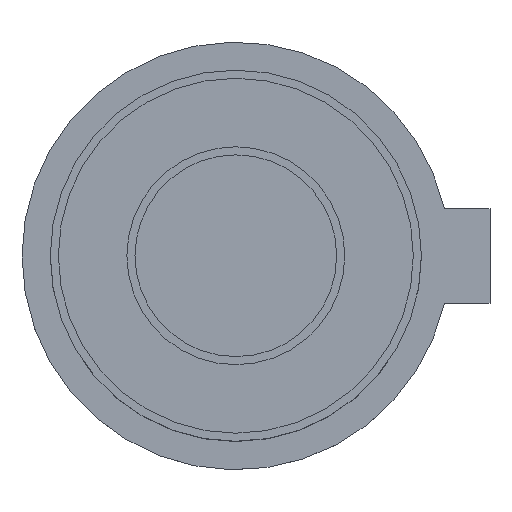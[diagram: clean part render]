
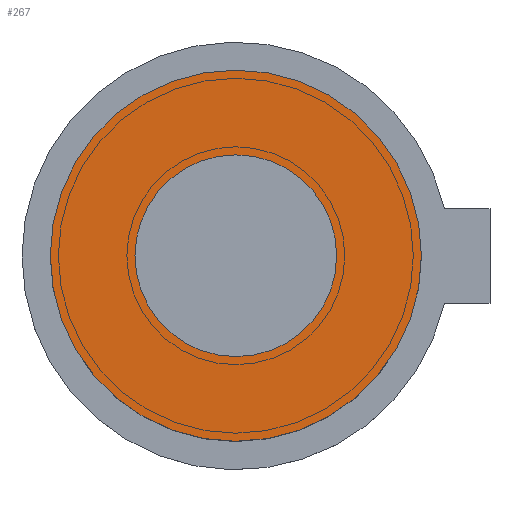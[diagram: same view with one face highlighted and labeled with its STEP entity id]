
A CAD part, top view. The second image highlights one B-rep face of the part: STEP entity #267.
In plain terms, the highlighted planar face has unit normal (0, 0, 1).
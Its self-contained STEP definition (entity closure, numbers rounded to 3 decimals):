
#55=PLANE('',#325);
#67=FACE_BOUND('',#121,.T.);
#88=FACE_OUTER_BOUND('',#120,.T.);
#120=EDGE_LOOP('',(#236));
#121=EDGE_LOOP('',(#237));
#136=CIRCLE('',#320,1.25);
#139=CIRCLE('',#326,2.3);
#159=VERTEX_POINT('',#473);
#161=VERTEX_POINT('',#481);
#184=EDGE_CURVE('',#159,#159,#136,.T.);
#187=EDGE_CURVE('',#161,#161,#139,.T.);
#236=ORIENTED_EDGE('',*,*,#187,.T.);
#237=ORIENTED_EDGE('',*,*,#184,.T.);
#267=ADVANCED_FACE('',(#88,#67),#55,.T.);
#320=AXIS2_PLACEMENT_3D('',#474,#398,#399);
#325=AXIS2_PLACEMENT_3D('',#480,#408,#409);
#326=AXIS2_PLACEMENT_3D('',#482,#410,#411);
#398=DIRECTION('center_axis',(0.,0.,-1.));
#399=DIRECTION('ref_axis',(-1.,0.,0.));
#408=DIRECTION('center_axis',(0.,0.,1.));
#409=DIRECTION('ref_axis',(1.,0.,0.));
#410=DIRECTION('center_axis',(0.,0.,1.));
#411=DIRECTION('ref_axis',(-1.,0.,0.));
#473=CARTESIAN_POINT('',(1.25,0.,2.16));
#474=CARTESIAN_POINT('Origin',(0.,0.,2.16));
#480=CARTESIAN_POINT('Origin',(0.,0.,2.16));
#481=CARTESIAN_POINT('',(2.3,0.,2.16));
#482=CARTESIAN_POINT('Origin',(0.,0.,2.16));
